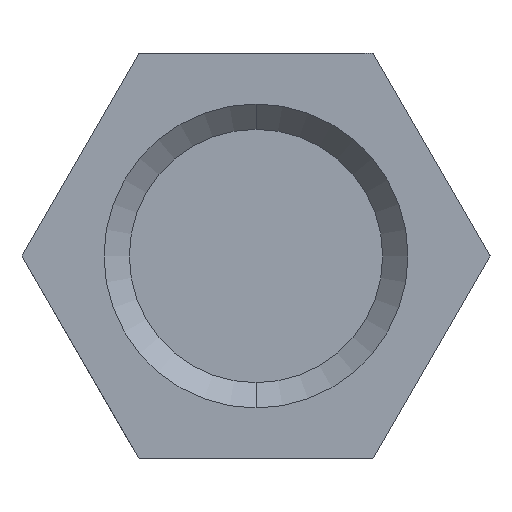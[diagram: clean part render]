
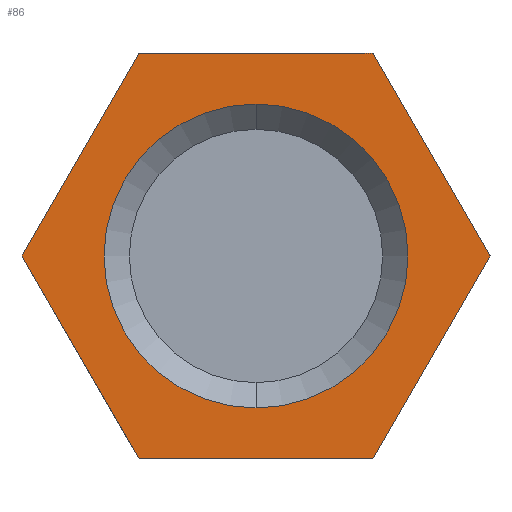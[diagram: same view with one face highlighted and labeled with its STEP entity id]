
A CAD part, left-side view. The second image highlights one B-rep face of the part: STEP entity #86.
In plain terms, the highlighted planar face has unit normal (-1, 0, 0).
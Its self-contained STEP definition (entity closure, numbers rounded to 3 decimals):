
#86=ADVANCED_FACE('',(#378,#379),#380,.F.);
#378=FACE_OUTER_BOUND('',#926,.T.);
#379=FACE_BOUND('',#927,.T.);
#380=PLANE('',#928);
#926=EDGE_LOOP('',(#4919,#4920,#4921,#4922,#4923,#4924));
#927=EDGE_LOOP('',(#4925,#4926));
#928=AXIS2_PLACEMENT_3D('',#4927,#4928,#4929);
#4919=ORIENTED_EDGE('',*,*,#6752,.F.);
#4920=ORIENTED_EDGE('',*,*,#6756,.F.);
#4921=ORIENTED_EDGE('',*,*,#6758,.F.);
#4922=ORIENTED_EDGE('',*,*,#6560,.F.);
#4923=ORIENTED_EDGE('',*,*,#6761,.F.);
#4924=ORIENTED_EDGE('',*,*,#6763,.F.);
#4925=ORIENTED_EDGE('',*,*,#6550,.T.);
#4926=ORIENTED_EDGE('',*,*,#6764,.T.);
#4927=CARTESIAN_POINT('',(-50.0,-4.619,0.));
#4928=DIRECTION('',(1.0,0.0,0.0));
#4929=DIRECTION('',(0.0,1.0,0.0));
#6550=EDGE_CURVE('',#7243,#7241,#7244,.T.);
#6560=EDGE_CURVE('',#7259,#7261,#7262,.T.);
#6752=EDGE_CURVE('',#7641,#7643,#7644,.T.);
#6756=EDGE_CURVE('',#7648,#7641,#7650,.T.);
#6758=EDGE_CURVE('',#7261,#7648,#7652,.T.);
#6761=EDGE_CURVE('',#7655,#7259,#7657,.T.);
#6763=EDGE_CURVE('',#7643,#7655,#7659,.T.);
#6764=EDGE_CURVE('',#7241,#7243,#7660,.T.);
#7241=VERTEX_POINT('',#8385);
#7243=VERTEX_POINT('',#8388);
#7244=CIRCLE('',#8389,3.0);
#7259=VERTEX_POINT('',#8410);
#7261=VERTEX_POINT('',#8413);
#7262=LINE('',#8414,#8415);
#7641=VERTEX_POINT('',#10066);
#7643=VERTEX_POINT('',#10069);
#7644=LINE('',#10070,#10071);
#7648=VERTEX_POINT('',#10077);
#7650=LINE('',#10080,#10081);
#7652=LINE('',#10084,#10085);
#7655=VERTEX_POINT('',#10089);
#7657=LINE('',#10092,#10093);
#7659=LINE('',#10096,#10097);
#7660=CIRCLE('',#10098,3.0);
#8385=CARTESIAN_POINT('',(-50.0,0.,-3.0));
#8388=CARTESIAN_POINT('',(-50.0,0.0,3.0));
#8389=AXIS2_PLACEMENT_3D('',#13160,#13161,#13162);
#8410=CARTESIAN_POINT('',(-50.0,2.309,-4.));
#8413=CARTESIAN_POINT('',(-50.0,4.619,0.));
#8414=CARTESIAN_POINT('',(-50.0,2.309,-4.));
#8415=VECTOR('',#13176,1000.0);
#10066=CARTESIAN_POINT('',(-50.0,-2.309,4.0));
#10069=CARTESIAN_POINT('',(-50.0,-4.619,0.));
#10070=CARTESIAN_POINT('',(-50.0,-2.309,4.0));
#10071=VECTOR('',#13308,1000.0);
#10077=CARTESIAN_POINT('',(-50.0,2.309,4.));
#10080=CARTESIAN_POINT('',(-50.0,2.309,4.));
#10081=VECTOR('',#13312,1000.0);
#10084=CARTESIAN_POINT('',(-50.0,4.619,0.));
#10085=VECTOR('',#13314,1000.0);
#10089=CARTESIAN_POINT('',(-50.0,-2.309,-4.0));
#10092=CARTESIAN_POINT('',(-50.0,-2.309,-4.0));
#10093=VECTOR('',#13317,1000.0);
#10096=CARTESIAN_POINT('',(-50.0,-4.619,0.));
#10097=VECTOR('',#13319,1000.0);
#10098=AXIS2_PLACEMENT_3D('',#13320,#13321,#13322);
#13160=CARTESIAN_POINT('',(-50.0,0.0,0.0));
#13161=DIRECTION('',(1.0,0.0,0.0));
#13162=DIRECTION('',(0.0,0.0,-1.0));
#13176=DIRECTION('',(0.0,0.5,0.866));
#13308=DIRECTION('',(0.0,-0.5,-0.866));
#13312=DIRECTION('',(0.0,-1.0,0.));
#13314=DIRECTION('',(0.0,-0.5,0.866));
#13317=DIRECTION('',(0.0,1.0,0.));
#13319=DIRECTION('',(0.0,0.5,-0.866));
#13320=CARTESIAN_POINT('',(-50.0,0.0,0.0));
#13321=DIRECTION('',(1.0,0.0,0.0));
#13322=DIRECTION('',(0.0,0.0,-1.0));
